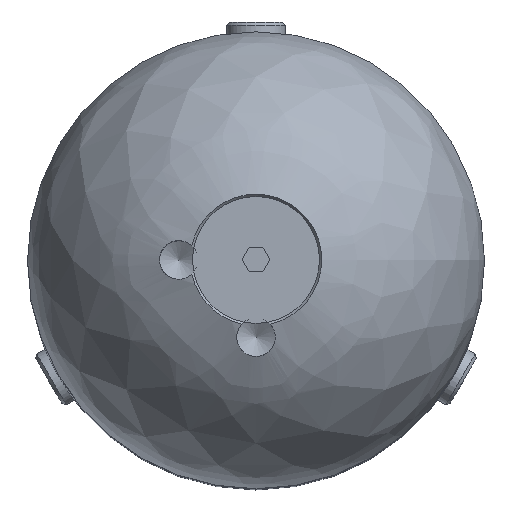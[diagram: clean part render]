
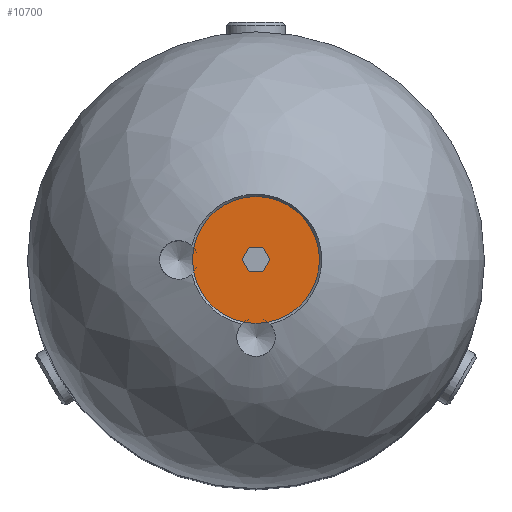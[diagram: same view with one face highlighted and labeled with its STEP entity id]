
A CAD part, top view. The second image highlights one B-rep face of the part: STEP entity #10700.
In plain terms, the highlighted planar face has unit normal (0, 0, 1).
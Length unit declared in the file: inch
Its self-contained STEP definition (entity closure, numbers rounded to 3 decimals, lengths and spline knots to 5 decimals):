
#10479=CARTESIAN_POINT('',(4.46953,0.,1.42131));
#10480=VERTEX_POINT('',#10479);
#10487=CARTESIAN_POINT('',(4.49209,-0.03906,1.42131));
#10488=VERTEX_POINT('',#10487);
#10489=CARTESIAN_POINT('',(4.49209,-0.03906,1.42131));
#10490=DIRECTION('',(-0.5,0.866,0.0));
#10491=VECTOR('',#10490,0.04511);
#10492=LINE('',#10489,#10491);
#10493=EDGE_CURVE('',#10488,#10480,#10492,.T.);
#10518=CARTESIAN_POINT('',(4.53719,-0.03906,1.42131));
#10519=VERTEX_POINT('',#10518);
#10520=CARTESIAN_POINT('',(4.53719,-0.03906,1.42131));
#10521=DIRECTION('',(-1.0,0.0,0.0));
#10522=VECTOR('',#10521,0.04511);
#10523=LINE('',#10520,#10522);
#10524=EDGE_CURVE('',#10519,#10488,#10523,.T.);
#10549=CARTESIAN_POINT('',(4.55974,0.,1.42131));
#10550=VERTEX_POINT('',#10549);
#10551=CARTESIAN_POINT('',(4.55974,0.,1.42131));
#10552=DIRECTION('',(-0.5,-0.866,0.0));
#10553=VECTOR('',#10552,0.04511);
#10554=LINE('',#10551,#10553);
#10555=EDGE_CURVE('',#10550,#10519,#10554,.T.);
#10580=CARTESIAN_POINT('',(4.53719,0.03906,1.42131));
#10581=VERTEX_POINT('',#10580);
#10582=CARTESIAN_POINT('',(4.53719,0.03906,1.42131));
#10583=DIRECTION('',(0.5,-0.866,0.0));
#10584=VECTOR('',#10583,0.04511);
#10585=LINE('',#10582,#10584);
#10586=EDGE_CURVE('',#10581,#10550,#10585,.T.);
#10611=CARTESIAN_POINT('',(4.49209,0.03906,1.42131));
#10612=VERTEX_POINT('',#10611);
#10613=CARTESIAN_POINT('',(4.49209,0.03906,1.42131));
#10614=DIRECTION('',(1.0,0.0,0.0));
#10615=VECTOR('',#10614,0.04511);
#10616=LINE('',#10613,#10615);
#10617=EDGE_CURVE('',#10612,#10581,#10616,.T.);
#10640=CARTESIAN_POINT('',(4.46953,0.,1.42131));
#10641=DIRECTION('',(0.5,0.866,0.0));
#10642=VECTOR('',#10641,0.04511);
#10643=LINE('',#10640,#10642);
#10644=EDGE_CURVE('',#10480,#10612,#10643,.T.);
#10672=CARTESIAN_POINT('',(4.30914,0.,1.42131));
#10673=VERTEX_POINT('',#10672);
#10674=CARTESIAN_POINT('',(4.51464,0.,1.42131));
#10675=DIRECTION('',(0.0,0.0,-1.0));
#10676=DIRECTION('',(-1.0,0.0,0.0));
#10677=AXIS2_PLACEMENT_3D('',#10674,#10675,#10676);
#10678=CIRCLE('',#10677,0.2055);
#10679=EDGE_CURVE('',#10673,#10673,#10678,.T.);
#10684=CARTESIAN_POINT('',(4.41189,0.,1.42131));
#10685=DIRECTION('',(0.0,0.0,1.0));
#10686=DIRECTION('',(1.0,0.0,0.0));
#10687=AXIS2_PLACEMENT_3D('',#10684,#10685,#10686);
#10688=PLANE('',#10687);
#10689=ORIENTED_EDGE('',*,*,#10679,.F.);
#10690=EDGE_LOOP('',(#10689));
#10691=FACE_OUTER_BOUND('',#10690,.T.);
#10692=ORIENTED_EDGE('',*,*,#10493,.T.);
#10693=ORIENTED_EDGE('',*,*,#10644,.T.);
#10694=ORIENTED_EDGE('',*,*,#10617,.T.);
#10695=ORIENTED_EDGE('',*,*,#10586,.T.);
#10696=ORIENTED_EDGE('',*,*,#10555,.T.);
#10697=ORIENTED_EDGE('',*,*,#10524,.T.);
#10698=EDGE_LOOP('',(#10692,#10693,#10694,#10695,#10696,#10697));
#10699=FACE_BOUND('',#10698,.T.);
#10700=ADVANCED_FACE('',(#10691,#10699),#10688,.T.);
